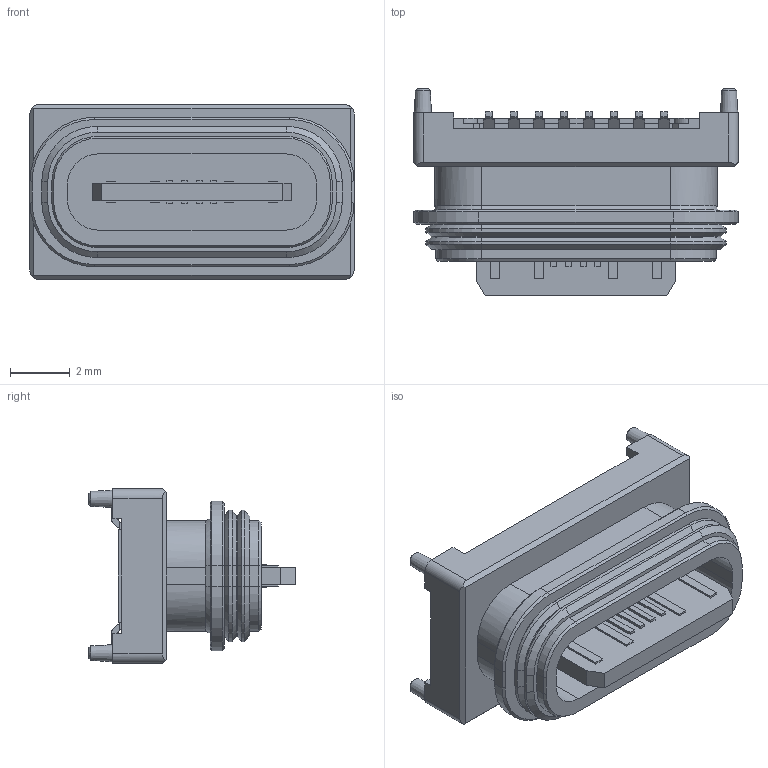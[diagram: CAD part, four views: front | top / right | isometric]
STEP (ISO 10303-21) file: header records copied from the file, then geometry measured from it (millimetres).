
FILE_DESCRIPTION(/* description */ ('Unknown'),/* implementation_level */ '2;1');
FILE_NAME(/* name */ 'UJ20-C-V-SMT-TR-68',/* time_stamp */ '2023-11-15T09:35:01+02:00',/* author */ ('Unknown'),/* organization */ ('Unknown'),/* preprocessor_version */ 'ST-DEVELOPER v18.102',/* originating_system */ 'Solid Edge',/* authorisation */ 'Unknown');
FILE_SCHEMA (('AUTOMOTIVE_DESIGN {1 0 10303 214 3 1 1}'));
Length unit declared in the file: millimetre
Products named in the file (1): UJ20-C-V-SMT-TR-68
Bounding box: 10.84 x 6.92 x 5.84 mm (x, y, z)
Volume: 182.4 mm3; surface area: 412.1 mm2
Topology: 1 solids, 1 shells, 517 faces, 1440 edges, 936 vertices
Faces by surface type: plane 405, cylinder 72, cone 40
Entity records: 19886 total; most frequent: CARTESIAN_POINT 2890, ORIENTED_EDGE 2856, DIRECTION 2656, EDGE_CURVE 1428, LINE 1228, VECTOR 1228, VERTEX_POINT 932, AXIS2_PLACEMENT_3D 714
